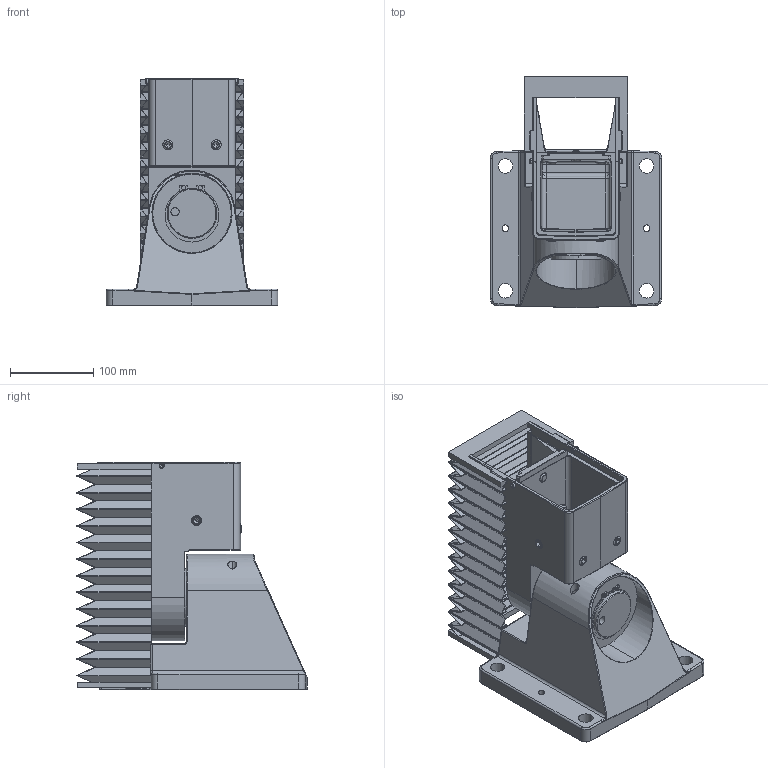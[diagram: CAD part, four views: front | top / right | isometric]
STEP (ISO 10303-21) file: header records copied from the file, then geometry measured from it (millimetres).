
FILE_DESCRIPTION (( 'STEP AP214' ), '1' );
FILE_NAME ('49907001.STEP', '2012-02-14T13:56:19', ( ' ' ), ( '' ), 'SwSTEP 2.0', 'SolidWorks 2011', '' );
FILE_SCHEMA (( 'AUTOMOTIVE_DESIGN' ));
Length unit declared in the file: millimetre
Products named in the file (14): 93099; 94507; 93113; 93232; 93243; 84082; 83042; 83023; 93098; 84079; 94902; 94904; 94119; 49907001
Assembly tree (21 placements, depth 2):
  49907001
    84079
    83023
    93098
    83042  x2
    93243  x2
    93113  x2
    93232  x5
    93099  x2
    94507
    84082
    94902
    94119
    94904
Bounding box: 206 x 277.7 x 273.5 mm (x, y, z)
Volume: 2691383.5 mm3; surface area: 852550.6 mm2
Topology: 22 solids, 22 shells, 1703 faces, 4294 edges, 2624 vertices
Faces by surface type: plane 806, cylinder 509, bspline 153, torus 142, cone 74, sphere 19
Entity records: 52742 total; most frequent: CARTESIAN_POINT 15508, ORIENTED_EDGE 7906, DIRECTION 7335, EDGE_CURVE 3953, VERTEX_POINT 2451, AXIS2_PLACEMENT_3D 2450, VECTOR 2435, LINE 2435
